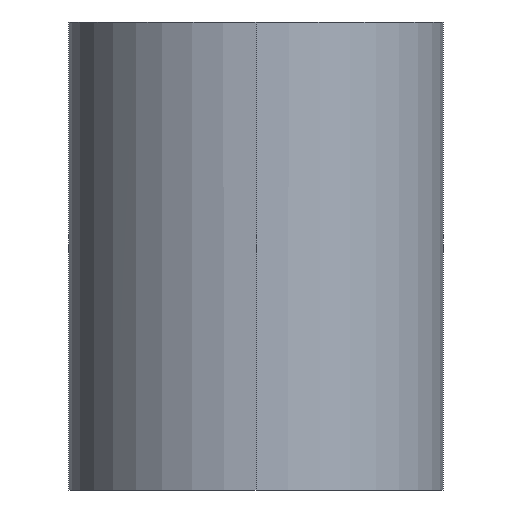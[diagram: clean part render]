
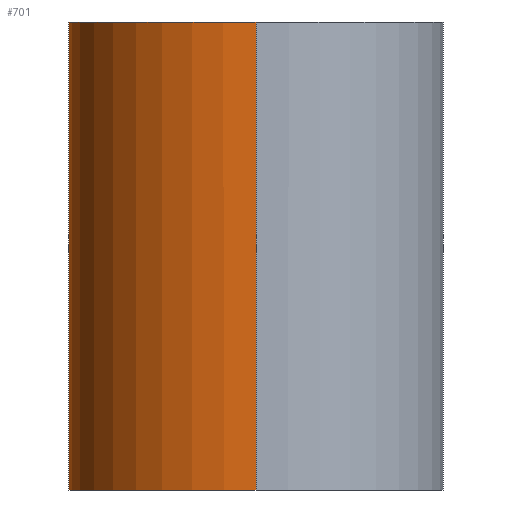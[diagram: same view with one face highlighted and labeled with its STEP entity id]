
A CAD part, left-side view. The second image highlights one B-rep face of the part: STEP entity #701.
In plain terms, the highlighted cylindrical face has radius 5 mm (diameter 10 mm), a partial arc.
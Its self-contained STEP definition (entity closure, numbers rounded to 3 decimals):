
#6 = EDGE_CURVE ( 'NONE', #195, #103, #504, .T. ) ;
#8 = VECTOR ( 'NONE', #1113, 1000. ) ;
#10 = CARTESIAN_POINT ( 'NONE',  ( 2.494, 4.333, 0. ) ) ;
#14 = CIRCLE ( 'NONE', #459, 5. ) ;
#58 = CIRCLE ( 'NONE', #1031, 5. ) ;
#70 = CARTESIAN_POINT ( 'NONE',  ( 0., 0., 12.5 ) ) ;
#103 = VERTEX_POINT ( 'NONE', #754 ) ;
#118 = CIRCLE ( 'NONE', #710, 5. ) ;
#144 = LINE ( 'NONE', #659, #8 ) ;
#153 = CARTESIAN_POINT ( 'NONE',  ( 4.807, 1.376, 7.5 ) ) ;
#164 = FACE_OUTER_BOUND ( 'NONE', #453, .T. ) ;
#195 = VERTEX_POINT ( 'NONE', #473 ) ;
#230 = DIRECTION ( 'NONE',  ( 1., 0., 0. ) ) ;
#257 = VERTEX_POINT ( 'NONE', #991 ) ;
#268 = ORIENTED_EDGE ( 'NONE', *, *, #1277, .T. ) ;
#273 = DIRECTION ( 'NONE',  ( 1., 0., 0. ) ) ;
#316 = CARTESIAN_POINT ( 'NONE',  ( 4.807, 1.376, 7.5 ) ) ;
#331 = EDGE_CURVE ( 'NONE', #723, #1275, #14, .T. ) ;
#340 = CARTESIAN_POINT ( 'NONE',  ( 0., 0., 7.5 ) ) ;
#375 = DIRECTION ( 'NONE',  ( 1., 0., 0. ) ) ;
#378 = ORIENTED_EDGE ( 'NONE', *, *, #1180, .T. ) ;
#392 = ORIENTED_EDGE ( 'NONE', *, *, #331, .T. ) ;
#453 = EDGE_LOOP ( 'NONE', ( #842, #685, #378, #510, #392, #1377, #268, #493 ) ) ;
#459 = AXIS2_PLACEMENT_3D ( 'NONE', #583, #1101, #273 ) ;
#460 = EDGE_CURVE ( 'NONE', #554, #723, #765, .T. ) ;
#467 = VERTEX_POINT ( 'NONE', #10 ) ;
#473 = CARTESIAN_POINT ( 'NONE',  ( -5., 0., 12.5 ) ) ;
#490 = CARTESIAN_POINT ( 'NONE',  ( 5., 0., 12.5 ) ) ;
#493 = ORIENTED_EDGE ( 'NONE', *, *, #6, .F. ) ;
#504 = LINE ( 'NONE', #509, #1261 ) ;
#509 = CARTESIAN_POINT ( 'NONE',  ( -5., 0., 12.5 ) ) ;
#510 = ORIENTED_EDGE ( 'NONE', *, *, #460, .T. ) ;
#549 = EDGE_CURVE ( 'NONE', #1275, #467, #144, .T. ) ;
#554 = VERTEX_POINT ( 'NONE', #153 ) ;
#582 = DIRECTION ( 'NONE',  ( 0., 0., 1. ) ) ;
#583 = CARTESIAN_POINT ( 'NONE',  ( 0., 0., 5.5 ) ) ;
#636 = DIRECTION ( 'NONE',  ( 0., 0., 1. ) ) ;
#659 = CARTESIAN_POINT ( 'NONE',  ( 2.494, 4.333, 12.5 ) ) ;
#685 = ORIENTED_EDGE ( 'NONE', *, *, #1249, .T. ) ;
#701 = ADVANCED_FACE ( 'NONE', ( #164 ), #1352, .T. ) ;
#710 = AXIS2_PLACEMENT_3D ( 'NONE', #1302, #636, #230 ) ;
#715 = CIRCLE ( 'NONE', #962, 5. ) ;
#723 = VERTEX_POINT ( 'NONE', #1119 ) ;
#738 = CARTESIAN_POINT ( 'NONE',  ( 4.736, 1.624, 6.815 ) ) ;
#754 = CARTESIAN_POINT ( 'NONE',  ( -5., 0., 0. ) ) ;
#765 =( BOUNDED_CURVE ( )  B_SPLINE_CURVE ( 3, ( #316, #738, #785, #1107 ),
 .UNSPECIFIED., .F., .F. ) 
 B_SPLINE_CURVE_WITH_KNOTS ( ( 4, 4 ),
 ( 4.991, 5.145 ),
 .UNSPECIFIED. ) 
 CURVE ( )  GEOMETRIC_REPRESENTATION_ITEM ( )  RATIONAL_B_SPLINE_CURVE ( ( 1., 0.998, 0.998, 1. ) ) 
 REPRESENTATION_ITEM ( '' )  );
#785 = CARTESIAN_POINT ( 'NONE',  ( 4.646, 1.865, 6.147 ) ) ;
#794 = CARTESIAN_POINT ( 'NONE',  ( 0., 0., 0. ) ) ;
#842 = ORIENTED_EDGE ( 'NONE', *, *, #1096, .F. ) ;
#848 = DIRECTION ( 'NONE',  ( -1., 0., 0. ) ) ;
#864 = AXIS2_PLACEMENT_3D ( 'NONE', #70, #1346, #848 ) ;
#962 = AXIS2_PLACEMENT_3D ( 'NONE', #340, #1206, #375 ) ;
#991 = CARTESIAN_POINT ( 'NONE',  ( 5., 0., 7.5 ) ) ;
#1003 = LINE ( 'NONE', #1333, #1073 ) ;
#1015 = VERTEX_POINT ( 'NONE', #490 ) ;
#1031 = AXIS2_PLACEMENT_3D ( 'NONE', #794, #582, #1316 ) ;
#1034 = DIRECTION ( 'NONE',  ( 0., 0., -1. ) ) ;
#1073 = VECTOR ( 'NONE', #1092, 1000. ) ;
#1092 = DIRECTION ( 'NONE',  ( 0., 0., -1. ) ) ;
#1096 = EDGE_CURVE ( 'NONE', #1015, #195, #118, .T. ) ;
#1101 = DIRECTION ( 'NONE',  ( 0., 0., 1. ) ) ;
#1107 = CARTESIAN_POINT ( 'NONE',  ( 4.538, 2.098, 5.5 ) ) ;
#1113 = DIRECTION ( 'NONE',  ( 0., 0., -1. ) ) ;
#1119 = CARTESIAN_POINT ( 'NONE',  ( 4.538, 2.098, 5.5 ) ) ;
#1180 = EDGE_CURVE ( 'NONE', #257, #554, #715, .T. ) ;
#1206 = DIRECTION ( 'NONE',  ( 0., 0., 1. ) ) ;
#1249 = EDGE_CURVE ( 'NONE', #1015, #257, #1003, .T. ) ;
#1261 = VECTOR ( 'NONE', #1034, 1000. ) ;
#1275 = VERTEX_POINT ( 'NONE', #1341 ) ;
#1277 = EDGE_CURVE ( 'NONE', #467, #103, #58, .T. ) ;
#1302 = CARTESIAN_POINT ( 'NONE',  ( 0., 0., 12.5 ) ) ;
#1316 = DIRECTION ( 'NONE',  ( 1., 0., 0. ) ) ;
#1333 = CARTESIAN_POINT ( 'NONE',  ( 5., 0., 12.5 ) ) ;
#1341 = CARTESIAN_POINT ( 'NONE',  ( 2.494, 4.333, 5.5 ) ) ;
#1346 = DIRECTION ( 'NONE',  ( 0., 0., -1. ) ) ;
#1352 = CYLINDRICAL_SURFACE ( 'NONE', #864, 5. ) ;
#1377 = ORIENTED_EDGE ( 'NONE', *, *, #549, .T. ) ;
